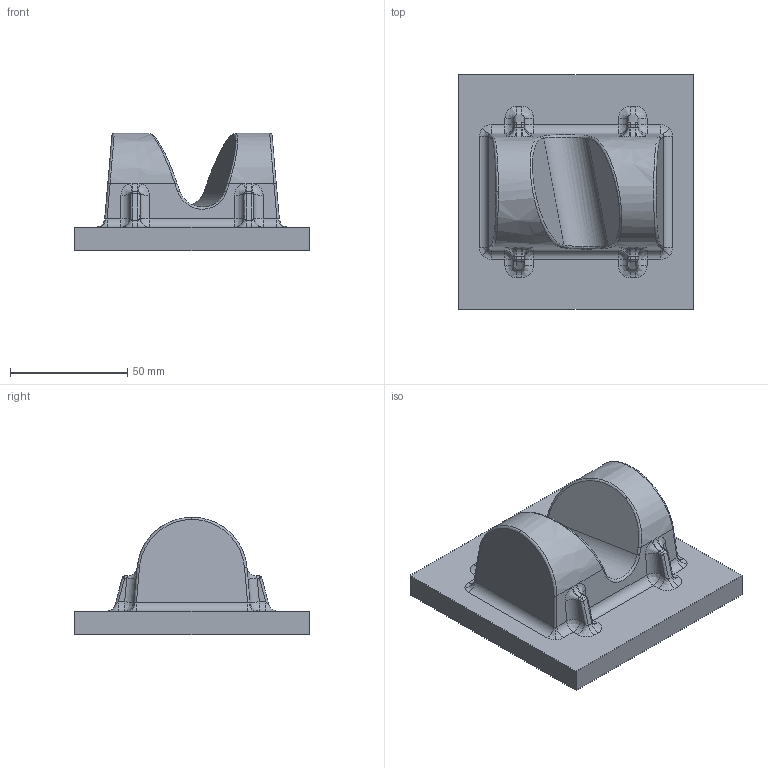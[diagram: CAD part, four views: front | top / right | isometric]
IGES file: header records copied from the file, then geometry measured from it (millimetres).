
Start section: SolidWorks IGES file using NURBS representation for surfaces
Global section: file name: 3DMilling.IGS; native system: SolidWorks 2015; preprocessor: SolidWorks 2015; author: Alex; date: 160213.100349; units: inch
Bounding box: 100 x 100 x 50 mm (x, y, z)
Volume: 194593 mm3; surface area: 31859.4 mm2
Topology: 1 solids, 1 shells, 153 faces, 361 edges, 192 vertices
Faces by surface type: bspline 153
